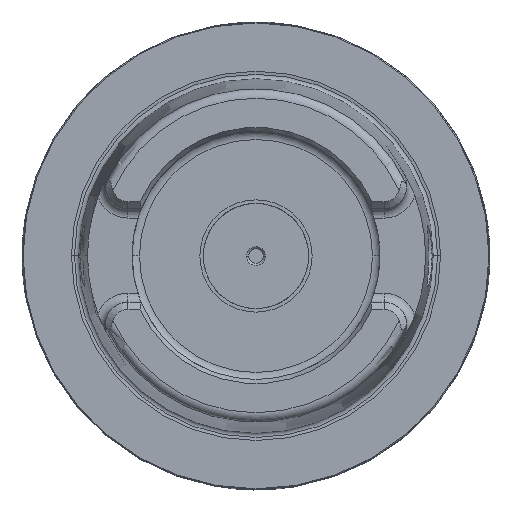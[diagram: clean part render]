
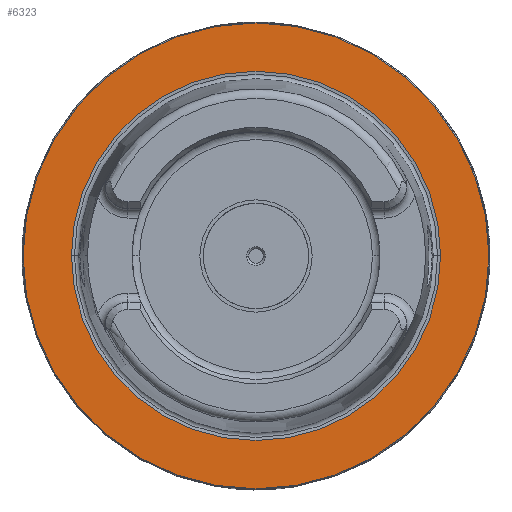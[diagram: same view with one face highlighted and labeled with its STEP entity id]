
A CAD part, top view. The second image highlights one B-rep face of the part: STEP entity #6323.
In plain terms, the highlighted planar face has unit normal (0, 0, 1).
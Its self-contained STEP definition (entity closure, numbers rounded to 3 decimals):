
#2080=CARTESIAN_POINT('',(0.,0.,0.));
#2081=DIRECTION('',(0.,0.,1.));
#2082=DIRECTION('',(1.,0.,0.));
#2083=AXIS2_PLACEMENT_3D('',#2080,#2081,#2082);
#2096=CARTESIAN_POINT('',(0.,0.,0.));
#2097=DIRECTION('',(0.,0.,-1.));
#2098=DIRECTION('',(1.,0.,0.));
#2099=AXIS2_PLACEMENT_3D('',#2096,#2097,#2098);
#2118=CARTESIAN_POINT('',(0.,0.,0.));
#2119=DIRECTION('',(0.,0.,1.));
#2120=DIRECTION('',(1.,0.,0.));
#2121=AXIS2_PLACEMENT_3D('',#2118,#2119,#2120);
#4539=CARTESIAN_POINT('',(0.,0.,0.));
#4540=DIRECTION('',(0.,0.,-1.));
#4541=DIRECTION('',(1.,0.,0.));
#4542=AXIS2_PLACEMENT_3D('',#4539,#4540,#4541);
#4623=CARTESIAN_POINT('',(39.464,0.,0.));
#4625=VERTEX_POINT('',#4623);
#4635=CARTESIAN_POINT('',(-39.464,0.,0.));
#4637=VERTEX_POINT('',#4635);
#4869=CARTESIAN_POINT('',(49.8,0.,0.));
#4870=CARTESIAN_POINT('',(-49.8,0.,0.));
#4871=VERTEX_POINT('',#4869);
#4872=VERTEX_POINT('',#4870);
#6307=CARTESIAN_POINT('',(0.,0.,0.));
#6308=DIRECTION('',(0.,0.,-1.));
#6309=DIRECTION('',(-1.,0.,0.));
#6310=AXIS2_PLACEMENT_3D('',#6307,#6308,#6309);
#6311=PLANE('',#6310);
#6312=ORIENTED_EDGE('',*,*,#6297,.F.);
#6314=ORIENTED_EDGE('',*,*,#6313,.T.);
#6315=EDGE_LOOP('',(#6312,#6314));
#6316=FACE_OUTER_BOUND('',#6315,.F.);
#6318=ORIENTED_EDGE('',*,*,#6317,.F.);
#6320=ORIENTED_EDGE('',*,*,#6319,.T.);
#6321=EDGE_LOOP('',(#6318,#6320));
#6322=FACE_BOUND('',#6321,.F.);
#2084=CIRCLE('',#2083,49.8);
#2100=CIRCLE('',#2099,39.464);
#2122=CIRCLE('',#2121,39.464);
#4543=CIRCLE('',#4542,49.8);
#6297=EDGE_CURVE('',#4871,#4872,#2084,.T.);
#6313=EDGE_CURVE('',#4871,#4872,#4543,.T.);
#6317=EDGE_CURVE('',#4625,#4637,#2100,.T.);
#6319=EDGE_CURVE('',#4625,#4637,#2122,.T.);
#6323=ADVANCED_FACE('',(#6316,#6322),#6311,.F.);
